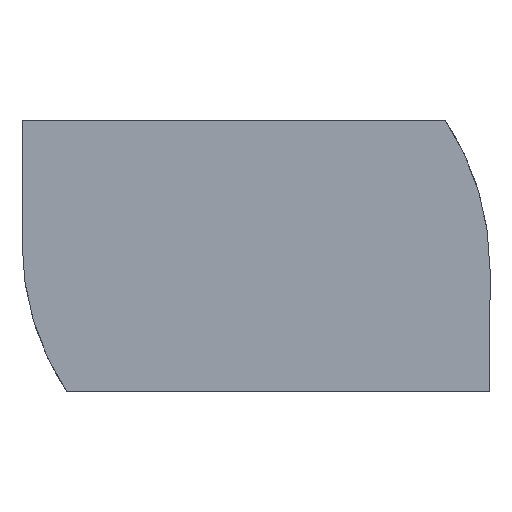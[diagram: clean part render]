
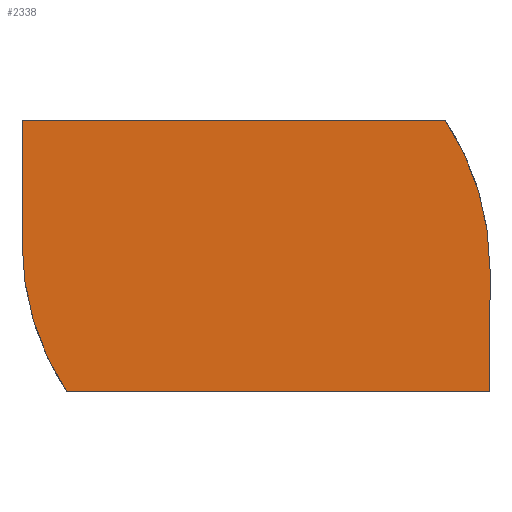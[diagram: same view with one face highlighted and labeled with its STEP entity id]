
A CAD part, front view. The second image highlights one B-rep face of the part: STEP entity #2338.
In plain terms, the highlighted planar face has unit normal (0, -1, 0).
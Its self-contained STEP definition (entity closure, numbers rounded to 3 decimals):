
#50 = DIRECTION ( 'NONE',  ( 0., 0., -1. ) ) ;
#58 = LINE ( 'NONE', #549, #1414 ) ;
#98 = CARTESIAN_POINT ( 'NONE',  ( -17.25, 0., 10. ) ) ;
#128 = CARTESIAN_POINT ( 'NONE',  ( 13.953, 0., 10. ) ) ;
#135 = AXIS2_PLACEMENT_3D ( 'NONE', #1481, #2128, #50 ) ;
#170 = FACE_OUTER_BOUND ( 'NONE', #2397, .T. ) ;
#277 = VECTOR ( 'NONE', #1944, 1000. ) ;
#423 = CIRCLE ( 'NONE', #135, 20. ) ;
#549 = CARTESIAN_POINT ( 'NONE',  ( -17.25, 0., 10. ) ) ;
#637 = CARTESIAN_POINT ( 'NONE',  ( 2.75, 0., 1. ) ) ;
#804 = VERTEX_POINT ( 'NONE', #831 ) ;
#831 = CARTESIAN_POINT ( 'NONE',  ( 17.25, 0., -1. ) ) ;
#840 = EDGE_CURVE ( 'NONE', #1630, #804, #423, .T. ) ;
#852 = VERTEX_POINT ( 'NONE', #986 ) ;
#925 = CIRCLE ( 'NONE', #1658, 20. ) ;
#986 = CARTESIAN_POINT ( 'NONE',  ( -13.953, 0., -10. ) ) ;
#1077 = CARTESIAN_POINT ( 'NONE',  ( 17.25, 0., -1. ) ) ;
#1085 = CARTESIAN_POINT ( 'NONE',  ( -13.953, 0., -10. ) ) ;
#1109 = DIRECTION ( 'NONE',  ( 0., 0., -1. ) ) ;
#1132 = VERTEX_POINT ( 'NONE', #1688 ) ;
#1214 = VECTOR ( 'NONE', #2399, 1000. ) ;
#1310 = LINE ( 'NONE', #1085, #2374 ) ;
#1327 = DIRECTION ( 'NONE',  ( -1., 0., 0. ) ) ;
#1414 = VECTOR ( 'NONE', #2618, 1000. ) ;
#1481 = CARTESIAN_POINT ( 'NONE',  ( -2.75, 0., -1. ) ) ;
#1514 = DIRECTION ( 'NONE',  ( 0., 1., 0. ) ) ;
#1537 = ORIENTED_EDGE ( 'NONE', *, *, #2605, .F. ) ;
#1627 = ORIENTED_EDGE ( 'NONE', *, *, #2353, .F. ) ;
#1630 = VERTEX_POINT ( 'NONE', #128 ) ;
#1658 = AXIS2_PLACEMENT_3D ( 'NONE', #1977, #1514, #1876 ) ;
#1660 = EDGE_CURVE ( 'NONE', #804, #1132, #1727, .T. ) ;
#1688 = CARTESIAN_POINT ( 'NONE',  ( 17.25, 0., -10. ) ) ;
#1727 = LINE ( 'NONE', #1077, #277 ) ;
#1876 = DIRECTION ( 'NONE',  ( 0., 0., -1. ) ) ;
#1880 = CARTESIAN_POINT ( 'NONE',  ( -17.25, 0., 1. ) ) ;
#1944 = DIRECTION ( 'NONE',  ( 0., 0., -1. ) ) ;
#1977 = CARTESIAN_POINT ( 'NONE',  ( 2.75, 0., 1. ) ) ;
#2013 = CARTESIAN_POINT ( 'NONE',  ( -17.25, 0., 10. ) ) ;
#2015 = VERTEX_POINT ( 'NONE', #2013 ) ;
#2125 = ORIENTED_EDGE ( 'NONE', *, *, #1660, .F. ) ;
#2128 = DIRECTION ( 'NONE',  ( 0., 1., 0. ) ) ;
#2163 = LINE ( 'NONE', #98, #1214 ) ;
#2197 = VERTEX_POINT ( 'NONE', #1880 ) ;
#2252 = ORIENTED_EDGE ( 'NONE', *, *, #2383, .F. ) ;
#2284 = AXIS2_PLACEMENT_3D ( 'NONE', #637, #2950, #1109 ) ;
#2338 = ADVANCED_FACE ( 'NONE', ( #170 ), #2919, .T. ) ;
#2353 = EDGE_CURVE ( 'NONE', #852, #2197, #925, .T. ) ;
#2374 = VECTOR ( 'NONE', #1327, 1000. ) ;
#2383 = EDGE_CURVE ( 'NONE', #2015, #1630, #2163, .T. ) ;
#2397 = EDGE_LOOP ( 'NONE', ( #2125, #2484, #2252, #1537, #1627, #2859 ) ) ;
#2399 = DIRECTION ( 'NONE',  ( 1., 0., 0. ) ) ;
#2484 = ORIENTED_EDGE ( 'NONE', *, *, #840, .F. ) ;
#2605 = EDGE_CURVE ( 'NONE', #2197, #2015, #58, .T. ) ;
#2618 = DIRECTION ( 'NONE',  ( 0., 0., 1. ) ) ;
#2730 = EDGE_CURVE ( 'NONE', #1132, #852, #1310, .T. ) ;
#2859 = ORIENTED_EDGE ( 'NONE', *, *, #2730, .F. ) ;
#2919 = PLANE ( 'NONE',  #2284 ) ;
#2950 = DIRECTION ( 'NONE',  ( 0., -1., 0. ) ) ;
